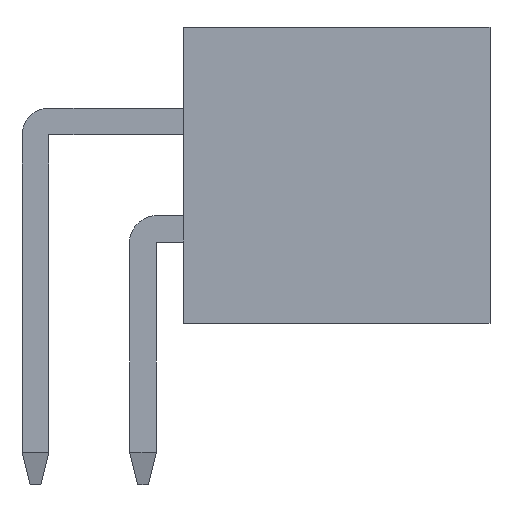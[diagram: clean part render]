
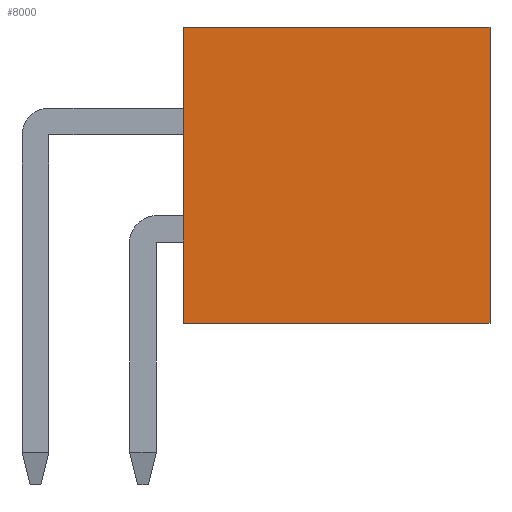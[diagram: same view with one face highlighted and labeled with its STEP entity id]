
A CAD part, front view. The second image highlights one B-rep face of the part: STEP entity #8000.
In plain terms, the highlighted face is planar.
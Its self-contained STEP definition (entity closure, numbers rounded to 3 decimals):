
#499=ORIENTED_EDGE('',*,*,#1978,.F.);
#500=ORIENTED_EDGE('',*,*,#1979,.F.);
#501=ORIENTED_EDGE('',*,*,#1980,.T.);
#502=ORIENTED_EDGE('',*,*,#1981,.T.);
#1978=EDGE_CURVE('',#2700,#2701,#3280,.T.);
#1979=EDGE_CURVE('',#2702,#2700,#3281,.T.);
#1980=EDGE_CURVE('',#2702,#2703,#3282,.T.);
#1981=EDGE_CURVE('',#2703,#2701,#3283,.T.);
#2700=VERTEX_POINT('',#10733);
#2701=VERTEX_POINT('',#10734);
#2702=VERTEX_POINT('',#10736);
#2703=VERTEX_POINT('',#10738);
#3280=LINE('',#10732,#4066);
#3281=LINE('',#10735,#4067);
#3282=LINE('',#10737,#4068);
#3283=LINE('',#10739,#4069);
#4066=VECTOR('',#9106,1000.);
#4067=VECTOR('',#9107,1000.);
#4068=VECTOR('',#9108,1000.);
#4069=VECTOR('',#9109,1000.);
#4646=EDGE_LOOP('',(#499,#500,#501,#502));
#5000=FACE_BOUND('',#4646,.T.);
#5344=PLANE('',#8340);
#8000=ADVANCED_FACE('',(#5000),#5344,.T.);
#8340=AXIS2_PLACEMENT_3D('',#10731,#9104,#9105);
#9104=DIRECTION('',(1.,0.,0.));
#9105=DIRECTION('',(0.,0.,-1.));
#9106=DIRECTION('',(0.,0.,-1.));
#9107=DIRECTION('',(0.,1.,0.));
#9108=DIRECTION('',(0.,0.,-1.));
#9109=DIRECTION('',(0.,1.,0.));
#10731=CARTESIAN_POINT('',(8.625,-2.75,2.85));
#10732=CARTESIAN_POINT('',(8.625,2.75,2.85));
#10733=CARTESIAN_POINT('',(8.625,2.75,2.85));
#10734=CARTESIAN_POINT('',(8.625,2.75,-2.85));
#10735=CARTESIAN_POINT('',(8.625,-2.75,2.85));
#10736=CARTESIAN_POINT('',(8.625,-2.75,2.85));
#10737=CARTESIAN_POINT('',(8.625,-2.75,2.85));
#10738=CARTESIAN_POINT('',(8.625,-2.75,-2.85));
#10739=CARTESIAN_POINT('',(8.625,-2.75,-2.85));
